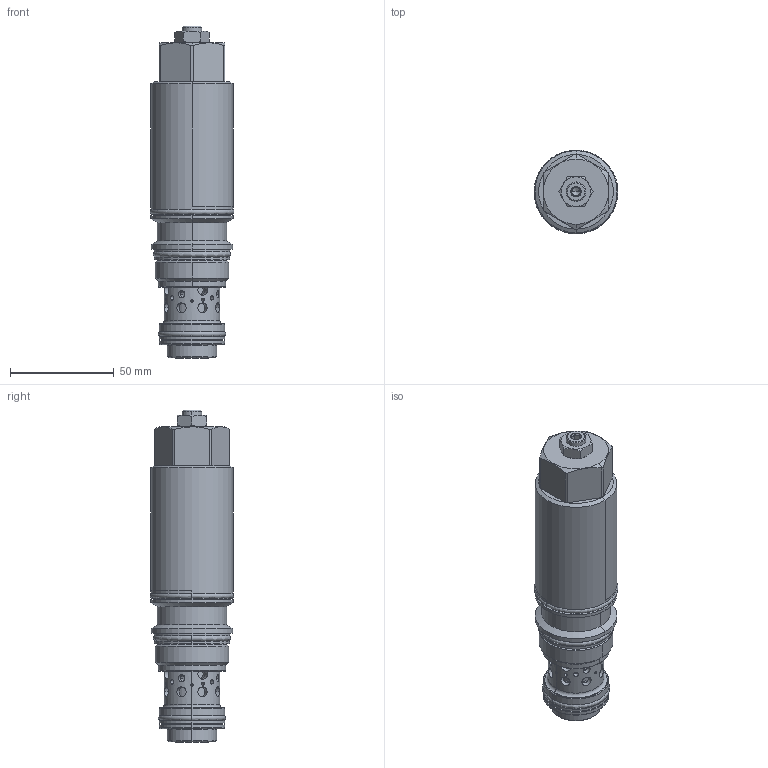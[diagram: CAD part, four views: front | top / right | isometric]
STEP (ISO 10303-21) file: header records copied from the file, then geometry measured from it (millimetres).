
FILE_DESCRIPTION((''),'2;1');
FILE_NAME('MBGB-LHN_PRT','2010-09-25T',('Administrator'),(''),'PRO/ENGINEER BY PARAMETRIC TECHNOLOGY CORPORATION, 2006240','PRO/ENGINEER BY PARAMETRIC TECHNOLOGY CORPORATION, 2006240','');
FILE_SCHEMA(('CONFIG_CONTROL_DESIGN'));
Products named in the file (1): MBGB-LHN_PRT
Bounding box: 40.36 x 40.35 x 160.1 mm (x, y, z)
Volume: 144278.5 mm3; surface area: 34775.8 mm2
Topology: 4 solids, 5 shells, 361 faces, 930 edges, 573 vertices
Faces by surface type: cylinder 176, cone 66, plane 63, torus 32, bspline 12, revolution 12
Entity records: 44872 total; most frequent: CARTESIAN_POINT 36270, ORIENTED_EDGE 1856, DIRECTION 1630, EDGE_CURVE 928, AXIS2_PLACEMENT_3D 667, VERTEX_POINT 573, EDGE_LOOP 467, FACE_OUTER_BOUND 361
